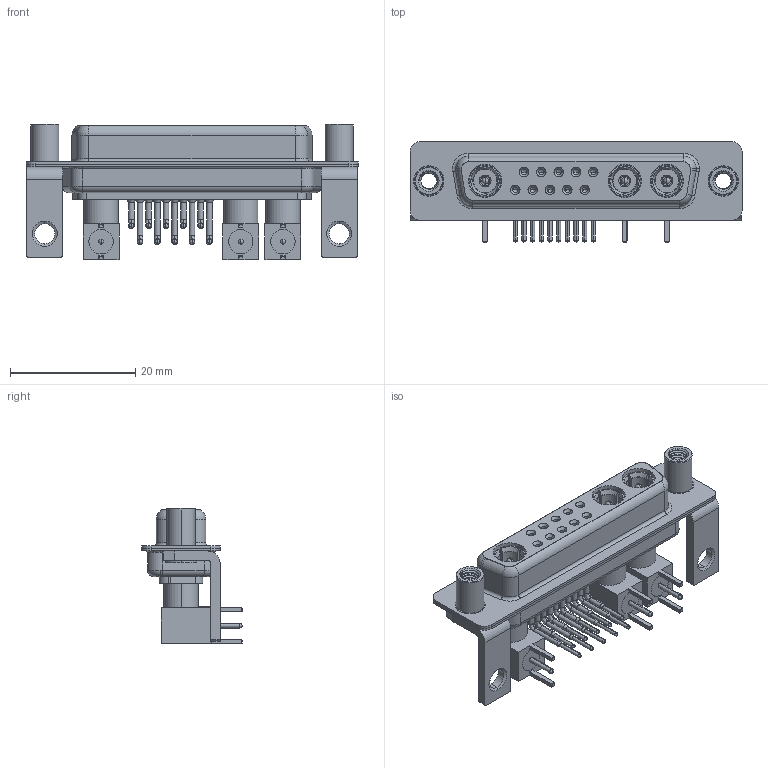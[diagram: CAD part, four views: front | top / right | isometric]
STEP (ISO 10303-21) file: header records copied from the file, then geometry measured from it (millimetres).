
FILE_DESCRIPTION (( 'STEP AP203' ), '1' );
FILE_NAME ('630-13W3240-7NE.STEP', '2022-06-01T13:54:28', ( '' ), ( '' ), 'SwSTEP 2.0', 'SolidWorks 2020', '' );
FILE_SCHEMA (( 'CONFIG_CONTROL_DESIGN' ));
Length unit declared in the file: millimetre
Products named in the file (17): Locking Collar; 630Combo Stabilizer Bracket; Co-Ax Plug Assy_RA; Co-Ax Plug_RA PC Tail; Insulator Pin_Straight PC Tail; Pin_RA; 630Combo Shell Rear_25 Contacts; 630Combo Threaded Standoff_D; 630Combo Shell Front_25 Contacts; 630Combo Housing_13W3; 630-13W3240-7NE; Insulator RA Pin; 630Combo Contact Row 2; RA Back Shell; 630Combo Contact Row 1
Assembly tree (38 placements, depth 3):
  630-13W3240-7NE
    630Combo Housing_13W3
    630Combo Shell Front_25 Contacts
    630Combo Shell Rear_25 Contacts
    630Combo Stabilizer Bracket  x2
    630Combo Threaded Standoff_D  x2
    Co-Ax Plug Assy_RA
      Co-Ax Plug_RA PC Tail
      Insulator Pin_Straight PC Tail
      Pin_RA
      Locking Collar
      RA Back Shell
      Insulator RA Pin
    Co-Ax Plug Assy_RA
      Co-Ax Plug_RA PC Tail
      Insulator Pin_Straight PC Tail
      Pin_RA
      Locking Collar
      RA Back Shell
      Insulator RA Pin
    Co-Ax Plug Assy_RA
      Co-Ax Plug_RA PC Tail
      Insulator Pin_Straight PC Tail
      Pin_RA
      Locking Collar
      RA Back Shell
      Insulator RA Pin
    630Combo Contact Row 1  x5
    630Combo Contact Row 2  x5
Bounding box: 53.05 x 16 x 21.61 mm (x, y, z)
Volume: 4906 mm3; surface area: 11808 mm2
Topology: 35 solids, 35 shells, 1411 faces, 3508 edges, 2208 vertices
Faces by surface type: cylinder 634, plane 440, cone 201, torus 75, bspline 49, sphere 12
Entity records: 25122 total; most frequent: CARTESIAN_POINT 6333, DIRECTION 3694, ORIENTED_EDGE 3276, EDGE_CURVE 1638, AXIS2_PLACEMENT_3D 1503, VERTEX_POINT 1043, EDGE_LOOP 797, CIRCLE 788
